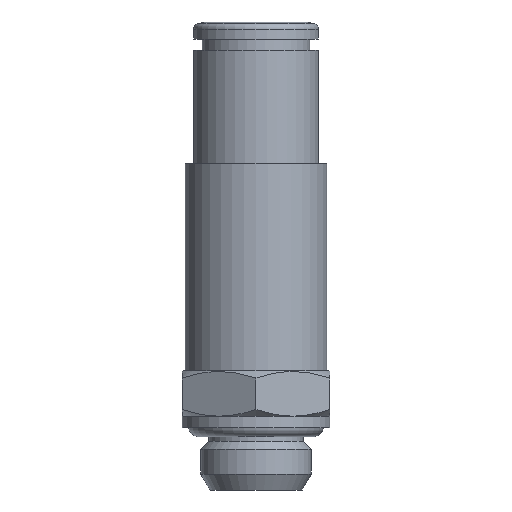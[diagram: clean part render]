
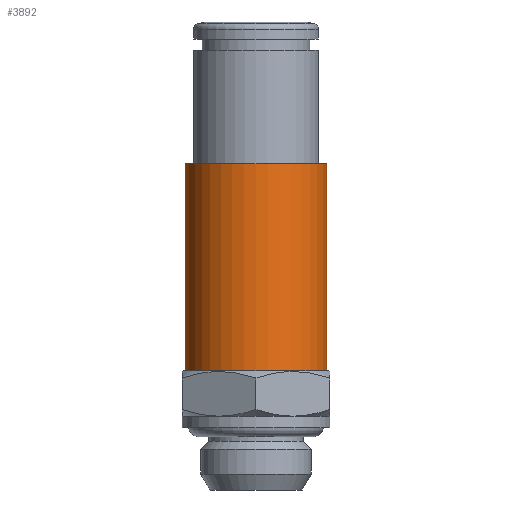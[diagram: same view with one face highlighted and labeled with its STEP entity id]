
A CAD part, left-side view. The second image highlights one B-rep face of the part: STEP entity #3892.
In plain terms, the highlighted cylindrical face has radius 6.25 mm (diameter 12.5 mm), a full revolution.
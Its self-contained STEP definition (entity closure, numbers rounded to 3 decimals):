
#11=ELLIPSE('',#3761,8.839,6.25);
#12=ELLIPSE('',#3762,8.839,6.25);
#919=ORIENTED_EDGE('',*,*,#1242,.F.);
#920=ORIENTED_EDGE('',*,*,#1243,.T.);
#921=ORIENTED_EDGE('',*,*,#1241,.F.);
#922=ORIENTED_EDGE('',*,*,#1240,.F.);
#1037=CIRCLE('',#3764,6.25);
#1038=CIRCLE('',#3765,6.25);
#1131=VERTEX_POINT('',#2850);
#1132=VERTEX_POINT('',#2851);
#1133=VERTEX_POINT('',#2855);
#1134=VERTEX_POINT('',#2857);
#1240=EDGE_CURVE('',#1131,#1132,#11,.T.);
#1241=EDGE_CURVE('',#1132,#1131,#12,.T.);
#1242=EDGE_CURVE('',#1133,#1133,#1037,.T.);
#1243=EDGE_CURVE('',#1134,#1134,#1038,.T.);
#1378=EDGE_LOOP('',(#919));
#1379=EDGE_LOOP('',(#920));
#1380=EDGE_LOOP('',(#921,#922));
#1548=FACE_BOUND('',#1378,.T.);
#1549=FACE_BOUND('',#1379,.T.);
#1550=FACE_BOUND('',#1380,.T.);
#1629=CYLINDRICAL_SURFACE('',#3763,6.25);
#2511=DIRECTION('',(-0.707,0.707,0.));
#2512=DIRECTION('',(-0.707,-0.707,0.));
#2513=DIRECTION('',(-0.707,-0.707,0.));
#2514=DIRECTION('',(-0.707,0.707,0.));
#2515=DIRECTION('',(0.,1.,0.));
#2516=DIRECTION('',(1.,0.,0.));
#2517=DIRECTION('',(0.,1.,0.));
#2518=DIRECTION('',(6.25,0.,0.));
#2519=DIRECTION('',(0.,1.,0.));
#2520=DIRECTION('',(6.25,0.,0.));
#2850=CARTESIAN_POINT('',(0.,9.,-6.25));
#2851=CARTESIAN_POINT('',(0.,9.,6.25));
#2852=CARTESIAN_POINT('',(0.,9.,0.));
#2853=CARTESIAN_POINT('',(0.,9.,0.));
#2854=CARTESIAN_POINT('',(0.,-0.2,0.));
#2855=CARTESIAN_POINT('',(6.25,18.,0.));
#2856=CARTESIAN_POINT('',(0.,18.,0.));
#2857=CARTESIAN_POINT('',(6.25,-0.2,0.));
#2858=CARTESIAN_POINT('',(0.,-0.2,0.));
#3761=AXIS2_PLACEMENT_3D('',#2852,#2511,#2512);
#3762=AXIS2_PLACEMENT_3D('',#2853,#2513,#2514);
#3763=AXIS2_PLACEMENT_3D('',#2854,#2515,#2516);
#3764=AXIS2_PLACEMENT_3D('',#2856,#2517,#2518);
#3765=AXIS2_PLACEMENT_3D('',#2858,#2519,#2520);
#3892=ADVANCED_FACE('',(#1548,#1549,#1550),#1629,.T.);
